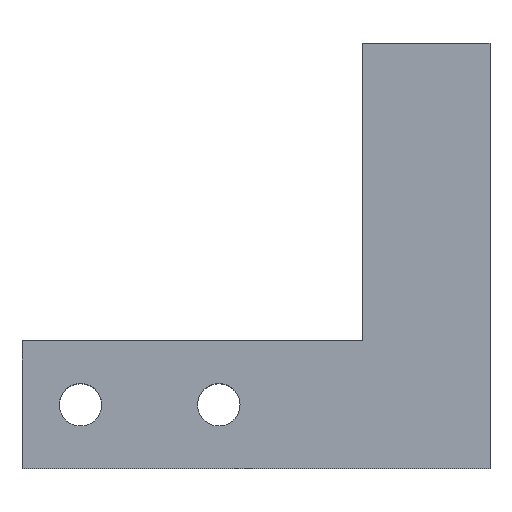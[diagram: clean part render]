
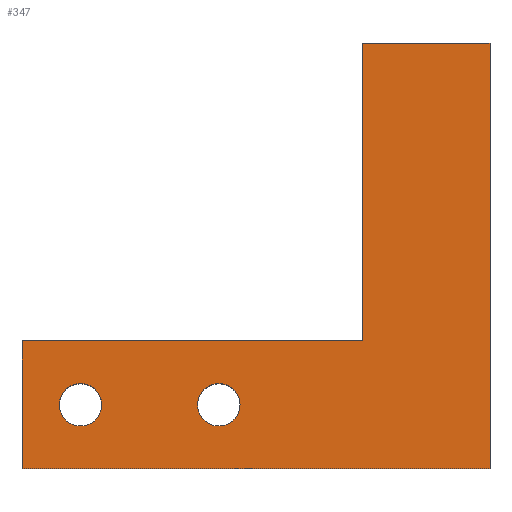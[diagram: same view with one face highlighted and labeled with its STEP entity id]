
A CAD part, top view. The second image highlights one B-rep face of the part: STEP entity #347.
In plain terms, the highlighted planar face has unit normal (0, 0, 1).
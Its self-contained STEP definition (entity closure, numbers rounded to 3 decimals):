
#23=FACE_BOUND('',#79,.T.);
#24=FACE_BOUND('',#80,.T.);
#36=PLANE('',#388);
#53=FACE_OUTER_BOUND('',#78,.T.);
#78=EDGE_LOOP('',(#318,#319,#320,#321,#322,#323));
#79=EDGE_LOOP('',(#324));
#80=EDGE_LOOP('',(#325));
#84=LINE('',#494,#119);
#90=LINE('',#507,#125);
#96=LINE('',#519,#131);
#100=LINE('',#526,#135);
#105=LINE('',#535,#140);
#111=LINE('',#554,#146);
#119=VECTOR('',#402,10.);
#125=VECTOR('',#412,10.);
#131=VECTOR('',#420,10.);
#135=VECTOR('',#426,10.);
#140=VECTOR('',#433,10.);
#146=VECTOR('',#455,10.);
#157=CIRCLE('',#380,1.);
#158=CIRCLE('',#382,1.);
#165=VERTEX_POINT('',#491);
#166=VERTEX_POINT('',#493);
#171=VERTEX_POINT('',#506);
#175=VERTEX_POINT('',#517);
#176=VERTEX_POINT('',#518);
#181=VERTEX_POINT('',#534);
#187=VERTEX_POINT('',#556);
#188=VERTEX_POINT('',#560);
#196=EDGE_CURVE('',#165,#166,#84,.T.);
#202=EDGE_CURVE('',#171,#166,#90,.T.);
#208=EDGE_CURVE('',#175,#176,#96,.T.);
#212=EDGE_CURVE('',#176,#171,#100,.T.);
#217=EDGE_CURVE('',#181,#175,#105,.T.);
#227=EDGE_CURVE('',#181,#165,#111,.T.);
#228=EDGE_CURVE('',#187,#187,#157,.T.);
#230=EDGE_CURVE('',#188,#188,#158,.T.);
#318=ORIENTED_EDGE('',*,*,#227,.F.);
#319=ORIENTED_EDGE('',*,*,#217,.T.);
#320=ORIENTED_EDGE('',*,*,#208,.T.);
#321=ORIENTED_EDGE('',*,*,#212,.T.);
#322=ORIENTED_EDGE('',*,*,#202,.T.);
#323=ORIENTED_EDGE('',*,*,#196,.F.);
#324=ORIENTED_EDGE('',*,*,#230,.T.);
#325=ORIENTED_EDGE('',*,*,#228,.T.);
#347=ADVANCED_FACE('',(#53,#23,#24),#36,.T.);
#380=AXIS2_PLACEMENT_3D('',#557,#458,#459);
#382=AXIS2_PLACEMENT_3D('',#561,#463,#464);
#388=AXIS2_PLACEMENT_3D('',#572,#478,#479);
#402=DIRECTION('',(1.,0.,0.));
#412=DIRECTION('',(0.,-1.,0.));
#420=DIRECTION('',(0.,1.,0.));
#426=DIRECTION('',(-1.,0.,0.));
#433=DIRECTION('',(1.,0.,0.));
#455=DIRECTION('',(0.,1.,0.));
#458=DIRECTION('center_axis',(0.,0.,-1.));
#459=DIRECTION('ref_axis',(1.,0.,0.));
#463=DIRECTION('center_axis',(0.,0.,-1.));
#464=DIRECTION('ref_axis',(1.,0.,0.));
#478=DIRECTION('center_axis',(0.,0.,1.));
#479=DIRECTION('ref_axis',(1.,0.,0.));
#491=CARTESIAN_POINT('',(-6.,3.,5.));
#493=CARTESIAN_POINT('',(10.,3.,5.));
#494=CARTESIAN_POINT('',(8.,3.,5.));
#506=CARTESIAN_POINT('',(10.,17.,5.));
#507=CARTESIAN_POINT('',(10.,17.,5.));
#517=CARTESIAN_POINT('',(16.,-3.,5.));
#518=CARTESIAN_POINT('',(16.,17.,5.));
#519=CARTESIAN_POINT('',(16.,-3.,5.));
#526=CARTESIAN_POINT('',(16.,17.,5.));
#534=CARTESIAN_POINT('',(-6.,-3.,5.));
#535=CARTESIAN_POINT('',(10.,-3.,5.));
#554=CARTESIAN_POINT('',(-6.,2.,5.));
#556=CARTESIAN_POINT('',(2.25,0.,5.));
#557=CARTESIAN_POINT('Origin',(3.25,0.,5.));
#560=CARTESIAN_POINT('',(-4.25,0.,5.));
#561=CARTESIAN_POINT('Origin',(-3.25,0.,5.));
#572=CARTESIAN_POINT('Origin',(2.,0.,5.));
